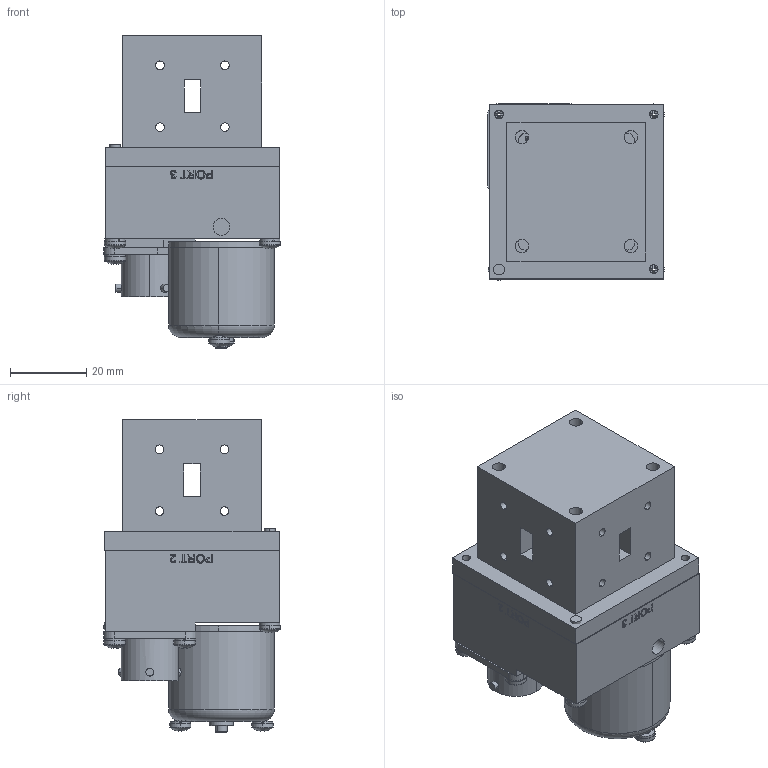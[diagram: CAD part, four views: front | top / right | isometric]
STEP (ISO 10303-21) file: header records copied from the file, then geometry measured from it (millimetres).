
FILE_DESCRIPTION (( 'STEP AP203' ), '1' );
FILE_NAME ('34AP Model.STEP', '2013-04-10T20:02:58', ( '' ), ( '' ), 'SwSTEP 2.0', 'SolidWorks 2013', '' );
FILE_SCHEMA (( 'CONFIG_CONTROL_DESIGN' ));
Length unit declared in the file: inch
Products named in the file (1): 34AP Model
Bounding box: 46.39 x 46.39 x 82.04 mm (x, y, z)
Surface area: 24905.6 mm2 (no closed solid volume)
Topology: 0 solids, 47 shells, 456 faces, 1492 edges, 1084 vertices
Faces by surface type: plane 235, cylinder 145, torus 34, sphere 22, bspline 12, cone 8
Entity records: 19046 total; most frequent: CARTESIAN_POINT 5915, DIRECTION 2842, ORIENTED_EDGE 2320, EDGE_CURVE 1477, AXIS2_PLACEMENT_3D 1077, VERTEX_POINT 1075, VECTOR 688, LINE 688
